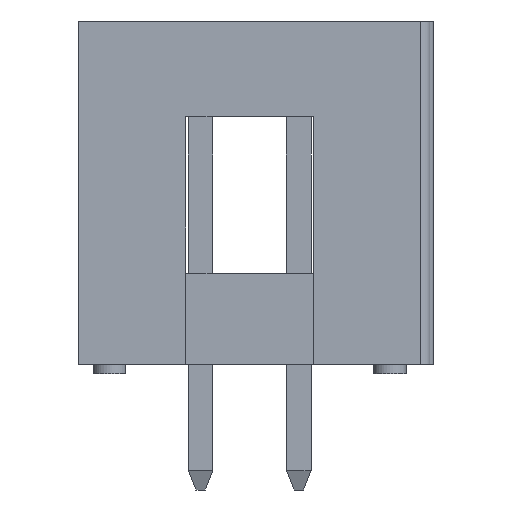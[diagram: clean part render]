
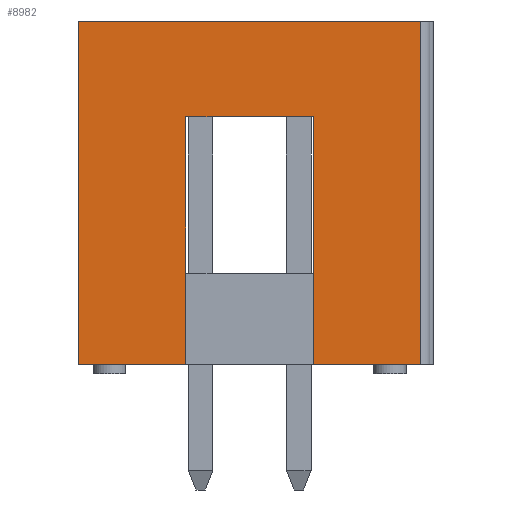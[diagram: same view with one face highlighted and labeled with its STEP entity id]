
A CAD part, front view. The second image highlights one B-rep face of the part: STEP entity #8982.
In plain terms, the highlighted face is planar.
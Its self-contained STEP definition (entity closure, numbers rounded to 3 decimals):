
#87=ORIENTED_EDGE('',*,*,#1825,.T.);
#88=ORIENTED_EDGE('',*,*,#1826,.F.);
#89=ORIENTED_EDGE('',*,*,#1827,.T.);
#90=ORIENTED_EDGE('',*,*,#1828,.T.);
#91=ORIENTED_EDGE('',*,*,#1829,.T.);
#92=ORIENTED_EDGE('',*,*,#1830,.F.);
#93=ORIENTED_EDGE('',*,*,#1831,.F.);
#94=ORIENTED_EDGE('',*,*,#1832,.T.);
#1825=EDGE_CURVE('',#2694,#2695,#3224,.T.);
#1826=EDGE_CURVE('',#2696,#2695,#3225,.T.);
#1827=EDGE_CURVE('',#2696,#2697,#3226,.T.);
#1828=EDGE_CURVE('',#2697,#2698,#3227,.T.);
#1829=EDGE_CURVE('',#2698,#2699,#3228,.T.);
#1830=EDGE_CURVE('',#2700,#2699,#3229,.T.);
#1831=EDGE_CURVE('',#2701,#2700,#3230,.T.);
#1832=EDGE_CURVE('',#2701,#2694,#3231,.T.);
#2694=VERTEX_POINT('',#11530);
#2695=VERTEX_POINT('',#11531);
#2696=VERTEX_POINT('',#11533);
#2697=VERTEX_POINT('',#11535);
#2698=VERTEX_POINT('',#11537);
#2699=VERTEX_POINT('',#11539);
#2700=VERTEX_POINT('',#11541);
#2701=VERTEX_POINT('',#11543);
#3224=LINE('',#11529,#4083);
#3225=LINE('',#11532,#4084);
#3226=LINE('',#11534,#4085);
#3227=LINE('',#11536,#4086);
#3228=LINE('',#11538,#4087);
#3229=LINE('',#11540,#4088);
#3230=LINE('',#11542,#4089);
#3231=LINE('',#11544,#4090);
#4083=VECTOR('',#9835,1000.);
#4084=VECTOR('',#9836,1000.);
#4085=VECTOR('',#9837,1000.);
#4086=VECTOR('',#9838,1000.);
#4087=VECTOR('',#9839,1000.);
#4088=VECTOR('',#9840,1000.);
#4089=VECTOR('',#9841,1000.);
#4090=VECTOR('',#9842,1000.);
#4931=EDGE_LOOP('',(#87,#88,#89,#90,#91,#92,#93,#94));
#5372=FACE_BOUND('',#4931,.T.);
#5813=PLANE('',#9386);
#8982=ADVANCED_FACE('',(#5372),#5813,.T.);
#9386=AXIS2_PLACEMENT_3D('',#11528,#9833,#9834);
#9833=DIRECTION('',(1.,0.,0.));
#9834=DIRECTION('',(0.,0.,-1.));
#9835=DIRECTION('',(0.,1.,0.));
#9836=DIRECTION('',(0.,0.,-1.));
#9837=DIRECTION('',(0.,1.,0.));
#9838=DIRECTION('',(0.,0.,-1.));
#9839=DIRECTION('',(0.,1.,0.));
#9840=DIRECTION('',(0.,0.,-1.));
#9841=DIRECTION('',(0.,1.,0.));
#9842=DIRECTION('',(0.,0.,-1.));
#11528=CARTESIAN_POINT('',(13.99,-4.425,4.425));
#11529=CARTESIAN_POINT('',(13.99,-4.425,-4.425));
#11530=CARTESIAN_POINT('',(13.99,-4.425,-4.425));
#11531=CARTESIAN_POINT('',(13.99,-1.65,-4.425));
#11532=CARTESIAN_POINT('',(13.99,-1.65,1.975));
#11533=CARTESIAN_POINT('',(13.99,-1.65,1.975));
#11534=CARTESIAN_POINT('',(13.99,-1.65,1.975));
#11535=CARTESIAN_POINT('',(13.99,1.65,1.975));
#11536=CARTESIAN_POINT('',(13.99,1.65,1.975));
#11537=CARTESIAN_POINT('',(13.99,1.65,-4.425));
#11538=CARTESIAN_POINT('',(13.99,-4.425,-4.425));
#11539=CARTESIAN_POINT('',(13.99,4.425,-4.425));
#11540=CARTESIAN_POINT('',(13.99,4.425,4.425));
#11541=CARTESIAN_POINT('',(13.99,4.425,4.425));
#11542=CARTESIAN_POINT('',(13.99,-4.425,4.425));
#11543=CARTESIAN_POINT('',(13.99,-4.425,4.425));
#11544=CARTESIAN_POINT('',(13.99,-4.425,4.425));
